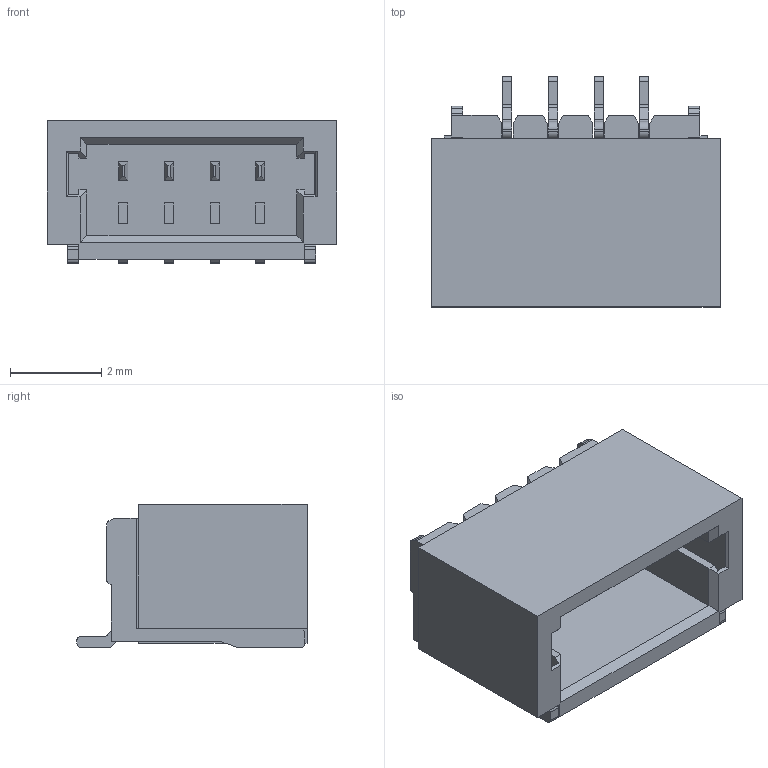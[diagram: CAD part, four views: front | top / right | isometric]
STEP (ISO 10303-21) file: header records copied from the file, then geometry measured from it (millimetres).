
FILE_DESCRIPTION(('Open CASCADE Model'),'2;1');
FILE_NAME('Open CASCADE Shape Model','2026-01-17T09:41:46',('Author'),( 'Open CASCADE'),'Open CASCADE STEP processor 7.9','Open CASCADE 7.9' ,'Unknown');
FILE_SCHEMA(('AUTOMOTIVE_DESIGN { 1 0 10303 214 1 1 1 1 }'));
Length unit declared in the file: millimetre
Products named in the file (1): SOLID
Bounding box: 6.36 x 5.05 x 3.14 mm (x, y, z)
Volume: 46.8 mm3; surface area: 212.1 mm2
Topology: 1 solids, 1 shells, 470 faces, 1291 edges, 850 vertices
Faces by surface type: bspline 470
Entity records: 17433 total; most frequent: CARTESIAN_POINT 6303, ORIENTED_EDGE 2582, EDGE_CURVE 1291, B_SPLINE_CURVE_WITH_KNOTS 1201, VERTEX_POINT 850, FACE_BOUND 505, EDGE_LOOP 505, ADVANCED_FACE 470
